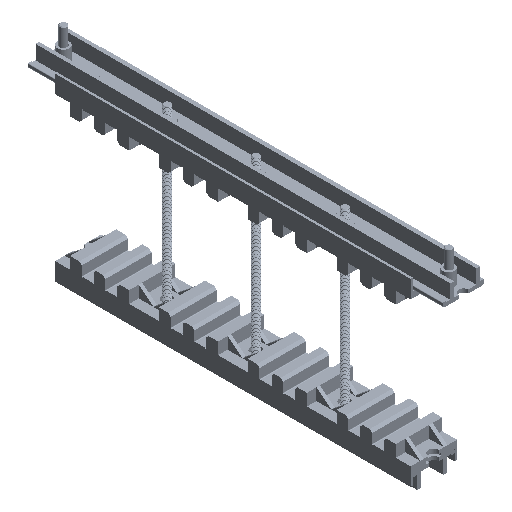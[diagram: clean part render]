
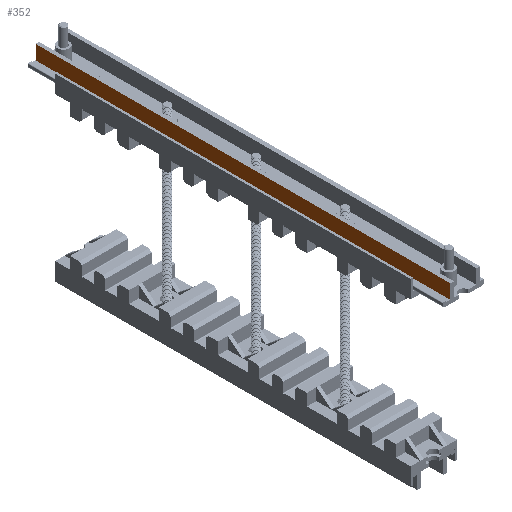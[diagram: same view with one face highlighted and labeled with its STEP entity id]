
A CAD part, isometric view. The second image highlights one B-rep face of the part: STEP entity #352.
In plain terms, the highlighted planar face has unit normal (-1, 0, 0).
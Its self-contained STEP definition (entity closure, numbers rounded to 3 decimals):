
#352=ADVANCED_FACE('',(#5664),#5665,.F.);
#5664=FACE_OUTER_BOUND('',#16166,.T.);
#5665=PLANE('',#16167);
#16166=EDGE_LOOP('',(#31919,#31920,#31921,#31922));
#16167=AXIS2_PLACEMENT_3D('',#31923,#31924,#31925);
#31919=ORIENTED_EDGE('',*,*,#69575,.T.);
#31920=ORIENTED_EDGE('',*,*,#69515,.F.);
#31921=ORIENTED_EDGE('',*,*,#69576,.F.);
#31922=ORIENTED_EDGE('',*,*,#69573,.T.);
#31923=CARTESIAN_POINT('',(-51.604,153.16,43.764));
#31924=DIRECTION('',(1.0,0.0,0.0));
#31925=DIRECTION('',(0.0,1.0,0.0));
#69515=EDGE_CURVE('',#81780,#81775,#81782,.T.);
#69573=EDGE_CURVE('',#81855,#81853,#81856,.T.);
#69575=EDGE_CURVE('',#81853,#81775,#81858,.T.);
#69576=EDGE_CURVE('',#81855,#81780,#81859,.T.);
#81775=VERTEX_POINT('',#102036);
#81780=VERTEX_POINT('',#102043);
#81782=LINE('',#102046,#102047);
#81853=VERTEX_POINT('',#102141);
#81855=VERTEX_POINT('',#102144);
#81856=LINE('',#102145,#102146);
#81858=LINE('',#102149,#102150);
#81859=LINE('',#102151,#102152);
#102036=CARTESIAN_POINT('',(-51.604,-196.84,43.764));
#102043=CARTESIAN_POINT('',(-51.604,153.16,43.764));
#102046=CARTESIAN_POINT('',(-51.604,153.16,43.764));
#102047=VECTOR('',#132196,1000.0);
#102141=CARTESIAN_POINT('',(-51.604,-196.84,31.764));
#102144=CARTESIAN_POINT('',(-51.604,153.16,31.764));
#102145=CARTESIAN_POINT('',(-51.604,153.16,31.764));
#102146=VECTOR('',#132320,1000.0);
#102149=CARTESIAN_POINT('',(-51.604,-196.84,43.764));
#102150=VECTOR('',#132322,1000.0);
#102151=CARTESIAN_POINT('',(-51.604,153.16,43.764));
#102152=VECTOR('',#132323,1000.0);
#132196=DIRECTION('',(-0.0,-1.0,-0.0));
#132320=DIRECTION('',(-0.0,-1.0,-0.0));
#132322=DIRECTION('',(0.0,0.0,1.0));
#132323=DIRECTION('',(0.0,0.0,1.0));
